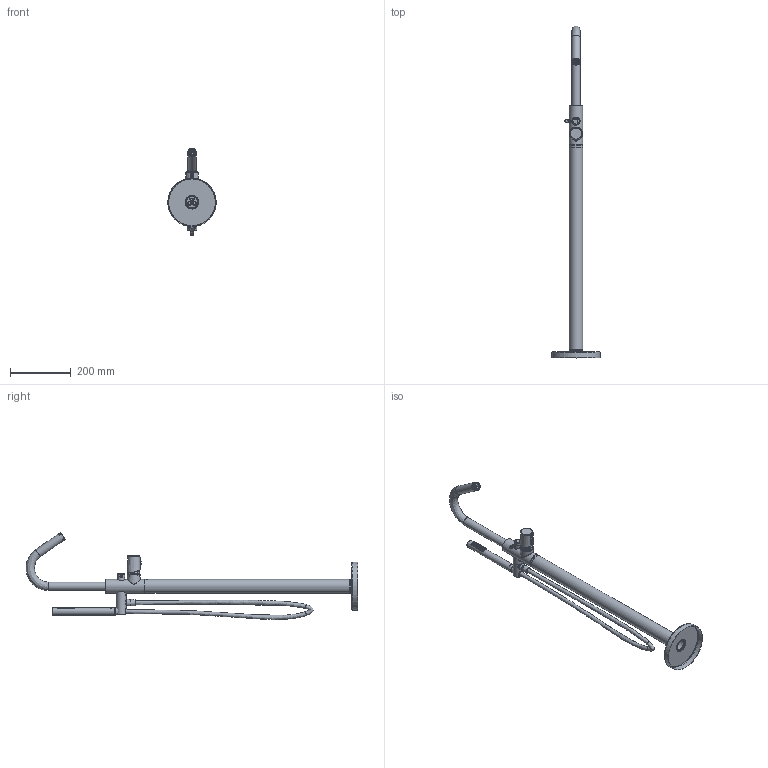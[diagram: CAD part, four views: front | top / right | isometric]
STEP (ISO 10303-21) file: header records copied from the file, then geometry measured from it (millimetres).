
FILE_DESCRIPTION (( 'STEP AP203' ), '1' );
FILE_NAME ('34CP03357.STEP', '2021-04-14T07:06:57', ( '' ), ( '' ), 'SwSTEP 2.0', 'SolidWorks 2018', '' );
FILE_SCHEMA (( 'CONFIG_CONTROL_DESIGN' ));
Length unit declared in the file: millimetre
Products named in the file (1): 34CP03357
Bounding box: 160 x 1097 x 288.02 mm (x, y, z)
Volume: 706794.2 mm3; surface area: 497392.9 mm2
Topology: 21 solids, 21 shells, 856 faces, 2061 edges, 1392 vertices
Faces by surface type: plane 338, cylinder 300, cone 134, bspline 64, torus 13, sphere 7
Full cylindrical faces by diameter (mm): 2 x2, 2.3 x1, 3.3 x1, 3.5 x1, 4 x49, 4.2 x2, 5 x10, 6.2 x1, 6.5 x1, 6.6 x1, 6.8 x1, 8 x1, 9 x3, 9.5 x1, 9.8 x1, 10 x1, 10.5 x1, 11 x2, 12.5 x2, 13.4 x1, 13.5 x1, 14 x2, 15 x1, 16 x1, 17 x1, 17.5 x1, 18 x3, 18.1 x1, 18.3 x1, 18.5 x1
Entity records: 47331 total; most frequent: CARTESIAN_POINT 31409, DIRECTION 3057, ORIENTED_EDGE 2946, EDGE_CURVE 1473, AXIS2_PLACEMENT_3D 1245, EDGE_LOOP 1241, VERTEX_POINT 1116, FACE_OUTER_BOUND 902
